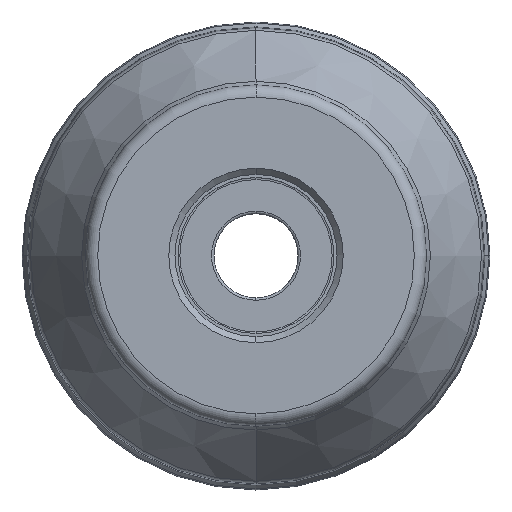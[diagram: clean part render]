
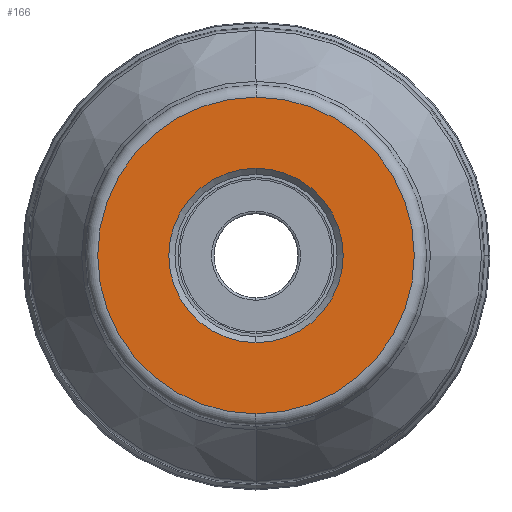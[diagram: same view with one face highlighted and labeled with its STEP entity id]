
A CAD part, top view. The second image highlights one B-rep face of the part: STEP entity #166.
In plain terms, the highlighted planar face has unit normal (0, 0, 1).
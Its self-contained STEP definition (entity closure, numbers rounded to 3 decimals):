
#67=PLANE('',#1682);
#77=FACE_BOUND('',#336,.T.);
#78=FACE_BOUND('',#337,.T.);
#166=ADVANCED_FACE('',(#77,#78),#67,.F.);
#336=EDGE_LOOP('',(#612,#613,#614,#615));
#337=EDGE_LOOP('',(#616,#617,#618,#619));
#612=ORIENTED_EDGE('',*,*,#1052,.F.);
#613=ORIENTED_EDGE('',*,*,#1056,.F.);
#614=ORIENTED_EDGE('',*,*,#1055,.T.);
#615=ORIENTED_EDGE('',*,*,#1053,.T.);
#616=ORIENTED_EDGE('',*,*,#1057,.T.);
#617=ORIENTED_EDGE('',*,*,#1058,.T.);
#618=ORIENTED_EDGE('',*,*,#1059,.T.);
#619=ORIENTED_EDGE('',*,*,#1060,.T.);
#870=VERTEX_POINT('',#2615);
#871=VERTEX_POINT('',#2617);
#872=VERTEX_POINT('',#2619);
#873=VERTEX_POINT('',#2623);
#874=VERTEX_POINT('',#2627);
#875=VERTEX_POINT('',#2628);
#876=VERTEX_POINT('',#2630);
#877=VERTEX_POINT('',#2632);
#1052=EDGE_CURVE('',#870,#871,#1249,.T.);
#1053=EDGE_CURVE('',#872,#871,#1250,.T.);
#1055=EDGE_CURVE('',#873,#872,#1252,.T.);
#1056=EDGE_CURVE('',#873,#870,#1253,.T.);
#1057=EDGE_CURVE('',#874,#875,#1254,.T.);
#1058=EDGE_CURVE('',#875,#876,#1255,.T.);
#1059=EDGE_CURVE('',#876,#877,#1256,.T.);
#1060=EDGE_CURVE('',#877,#874,#1257,.T.);
#1249=CIRCLE('',#1671,25.782);
#1250=CIRCLE('',#1672,25.782);
#1252=CIRCLE('',#1675,25.782);
#1253=CIRCLE('',#1676,25.782);
#1254=CIRCLE('',#1678,14.2);
#1255=CIRCLE('',#1679,14.2);
#1256=CIRCLE('',#1680,14.2);
#1257=CIRCLE('',#1681,14.2);
#1671=AXIS2_PLACEMENT_3D('',#2616,#2123,#2124);
#1672=AXIS2_PLACEMENT_3D('',#2618,#2125,#2126);
#1675=AXIS2_PLACEMENT_3D('',#2622,#2131,#2132);
#1676=AXIS2_PLACEMENT_3D('',#2624,#2133,#2134);
#1678=AXIS2_PLACEMENT_3D('',#2626,#2137,#2138);
#1679=AXIS2_PLACEMENT_3D('',#2629,#2139,#2140);
#1680=AXIS2_PLACEMENT_3D('',#2631,#2141,#2142);
#1681=AXIS2_PLACEMENT_3D('',#2633,#2143,#2144);
#1682=AXIS2_PLACEMENT_3D('',#2634,#2145,#2146);
#2123=DIRECTION('',(0.,0.,-1.));
#2124=DIRECTION('',(0.,-1.,0.));
#2125=DIRECTION('',(0.,0.,1.));
#2126=DIRECTION('',(0.,1.,0.));
#2131=DIRECTION('',(0.,0.,1.));
#2132=DIRECTION('',(0.,1.,0.));
#2133=DIRECTION('',(0.,0.,-1.));
#2134=DIRECTION('',(0.,-1.,0.));
#2137=DIRECTION('',(0.,0.,-1.));
#2138=DIRECTION('',(-1.,0.,0.));
#2139=DIRECTION('',(0.,0.,-1.));
#2140=DIRECTION('',(0.,1.,0.));
#2141=DIRECTION('',(0.,0.,-1.));
#2142=DIRECTION('',(1.,0.,0.));
#2143=DIRECTION('',(0.,0.,-1.));
#2144=DIRECTION('',(0.,-1.,0.));
#2145=DIRECTION('',(0.,0.,-1.));
#2146=DIRECTION('',(0.,1.,0.));
#2615=CARTESIAN_POINT('',(0.,-25.782,0.));
#2616=CARTESIAN_POINT('',(0.,0.,0.));
#2617=CARTESIAN_POINT('',(-0.02,-25.781,0.));
#2618=CARTESIAN_POINT('',(0.,0.,0.));
#2619=CARTESIAN_POINT('',(0.,25.782,0.));
#2622=CARTESIAN_POINT('',(0.,0.,0.));
#2623=CARTESIAN_POINT('',(0.02,25.781,0.));
#2624=CARTESIAN_POINT('',(0.,0.,0.));
#2626=CARTESIAN_POINT('',(0.,0.,0.));
#2627=CARTESIAN_POINT('',(-14.2,0.,0.));
#2628=CARTESIAN_POINT('',(0.,14.2,0.));
#2629=CARTESIAN_POINT('',(0.,0.,0.));
#2630=CARTESIAN_POINT('',(14.2,0.,0.));
#2631=CARTESIAN_POINT('',(0.,0.,0.));
#2632=CARTESIAN_POINT('',(0.,-14.2,0.));
#2633=CARTESIAN_POINT('',(0.,0.,0.));
#2634=CARTESIAN_POINT('',(0.,0.,0.));
